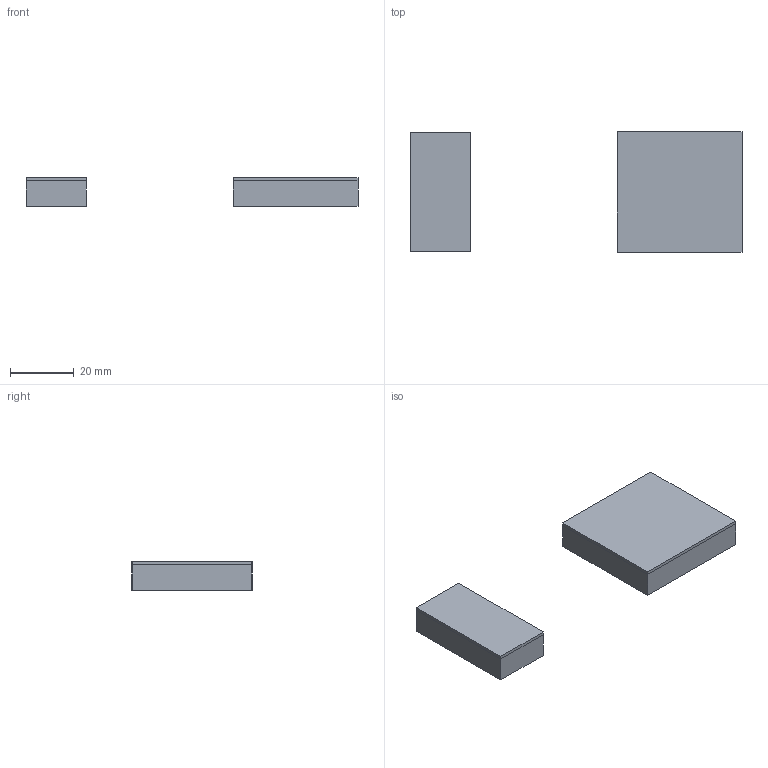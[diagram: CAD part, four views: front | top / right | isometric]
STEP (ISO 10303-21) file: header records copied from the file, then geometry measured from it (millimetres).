
FILE_DESCRIPTION(/* description */ ('STEP AP242','CAx-IF Rec.Pracs.---Representation and Presentation of Product Manufacturing Information (PMI)---4.0---2014-10-13','CAx-IF Rec.Pracs.---3D Tessellated Geometry---0.4---2014-09-14','2;1'),/* implementation_level */ '2;1');
FILE_NAME(/* name */ '685525d56a07700bbd0cadbb',/* time_stamp */ '2025-06-20T09:11:50Z',/* author */ (''),/* organization */ (''),/* preprocessor_version */ 'ST-DEVELOPER v20',/* originating_system */ 'ONSHAPE BY PTC INC, 1.199',/* authorisation */ ' ');
FILE_SCHEMA (('AP242_MANAGED_MODEL_BASED_3D_ENGINEERING_MIM_LF { 1 0 10303 442 1 1 4 }'));
Length unit declared in the file: metre
Products named in the file (4): big_lighbox_diffuser; smal_lightbox_diffuser; small_lightbox; big_lightbox
Bounding box: 103.9 x 37.6 x 9 mm (x, y, z)
Volume: 6140.5 mm3; surface area: 12823.6 mm2
Topology: 4 solids, 4 shells, 40 faces, 96 edges, 66 vertices
Faces by surface type: plane 34, cylinder 6
Full cylindrical faces by diameter (mm): 0.6 x6
Entity records: 1200 total; most frequent: CARTESIAN_POINT 188, DIRECTION 184, ORIENTED_EDGE 168, EDGE_CURVE 84, LINE 72, VECTOR 72, VERTEX_POINT 60, EDGE_LOOP 60
